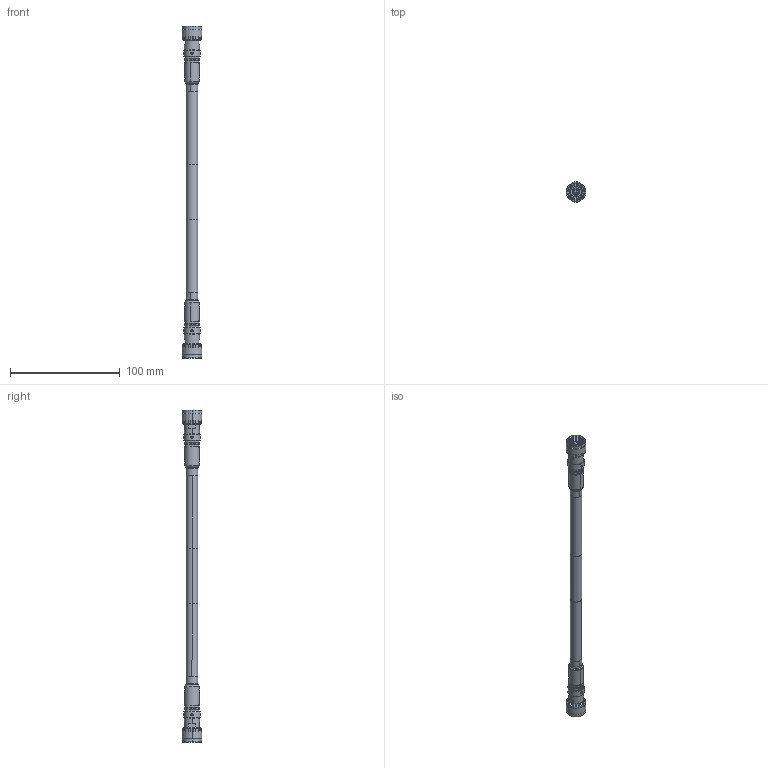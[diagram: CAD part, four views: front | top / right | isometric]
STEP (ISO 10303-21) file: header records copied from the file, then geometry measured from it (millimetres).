
FILE_DESCRIPTION (( 'STEP AP214' ), '1' );
FILE_NAME ('FMCA3248_3D.step', '2023-05-10T07:47:34', ( '' ), ( '' ), 'SwSTEP 2.0', 'SolidWorks 2022', '' );
FILE_SCHEMA (( 'AUTOMOTIVE_DESIGN' ));
Length unit declared in the file: inch
Products named in the file (6): FMCA3248_3D; EZ-400-UM-X_body; EZ-400-UM-X; LMR-400-BULK; Copy of HeatShrink_EZ-400-UM-X^FMCA3248; EZ-400-UM-X_ferrule
Assembly tree (7 placements, depth 3):
  FMCA3248_3D
    LMR-400-BULK
    EZ-400-UM-X  x2
      EZ-400-UM-X_body
      EZ-400-UM-X_ferrule
    Copy of HeatShrink_EZ-400-UM-X^FMCA3248  x2
Bounding box: 18.07 x 18.07 x 302.58 mm (x, y, z)
Volume: 41177 mm3; surface area: 21930 mm2
Topology: 7 solids, 7 shells, 376 faces, 770 edges, 450 vertices
Faces by surface type: cylinder 146, cone 132, plane 62, sphere 20, torus 16
Entity records: 5494 total; most frequent: DIRECTION 1024, CARTESIAN_POINT 963, ORIENTED_EDGE 784, AXIS2_PLACEMENT_3D 436, EDGE_CURVE 392, CIRCLE 232, VERTEX_POINT 231, EDGE_LOOP 219
